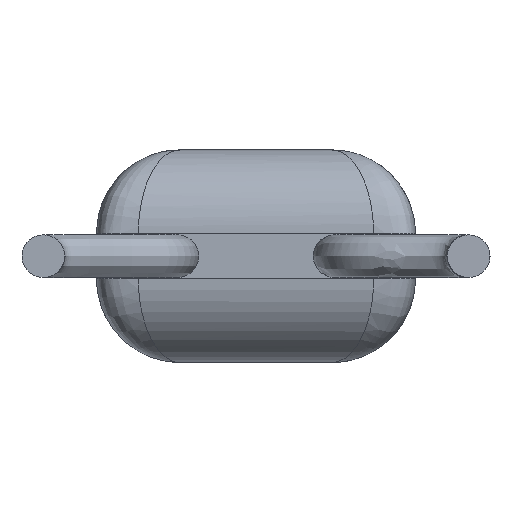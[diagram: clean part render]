
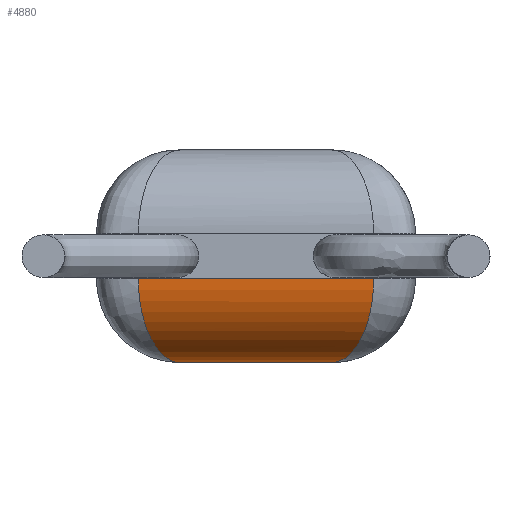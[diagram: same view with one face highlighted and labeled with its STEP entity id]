
A CAD part, front view. The second image highlights one B-rep face of the part: STEP entity #4880.
In plain terms, the highlighted cylindrical face has radius 1 mm (diameter 2 mm), a partial arc.
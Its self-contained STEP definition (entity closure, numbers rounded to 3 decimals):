
#94 = EDGE_CURVE ( 'NONE', #1690, #5794, #5788, .T. ) ;
#149 = DIRECTION ( 'NONE',  ( 1., 0., 0. ) ) ;
#254 = CARTESIAN_POINT ( 'NONE',  ( 1., 1., 0. ) ) ;
#276 = CARTESIAN_POINT ( 'NONE',  ( 0.539, 0.078, 0.613 ) ) ;
#297 = ORIENTED_EDGE ( 'NONE', *, *, #3130, .F. ) ;
#399 = FACE_OUTER_BOUND ( 'NONE', #4038, .T. ) ;
#423 = CARTESIAN_POINT ( 'NONE',  ( 3.138, 0.344, 0.245 ) ) ;
#589 = CARTESIAN_POINT ( 'NONE',  ( 2.87, 0.879, 0.007 ) ) ;
#697 = DIRECTION ( 'NONE',  ( -1., 0., 0. ) ) ;
#781 = CARTESIAN_POINT ( 'NONE',  ( 0.626, 0.253, 0.335 ) ) ;
#801 = CARTESIAN_POINT ( 'NONE',  ( 0.742, 0.483, 0.144 ) ) ;
#909 = EDGE_CURVE ( 'NONE', #5865, #1690, #5957, .T. ) ;
#923 = CARTESIAN_POINT ( 'NONE',  ( 3.31, 0., 0.941 ) ) ;
#944 = CARTESIAN_POINT ( 'NONE',  ( 3.055, 0.51, 0.128 ) ) ;
#1069 = CARTESIAN_POINT ( 'NONE',  ( 2.886, 0.848, 0.011 ) ) ;
#1350 = CARTESIAN_POINT ( 'NONE',  ( 0.778, 0.556, 0.104 ) ) ;
#1445 = CARTESIAN_POINT ( 'NONE',  ( 3.218, 0.184, 0.421 ) ) ;
#1508 = CARTESIAN_POINT ( 'NONE',  ( 3.286, 0.048, 0.691 ) ) ;
#1582 = CARTESIAN_POINT ( 'NONE',  ( 2.917, 0.786, 0.023 ) ) ;
#1602 = CARTESIAN_POINT ( 'NONE',  ( 2.825, 0.971, 0. ) ) ;
#1655 = EDGE_CURVE ( 'NONE', #5865, #4226, #3299, .T. ) ;
#1690 = VERTEX_POINT ( 'NONE', #4520 ) ;
#1763 = CARTESIAN_POINT ( 'NONE',  ( 0.5, 0., 1. ) ) ;
#1783 = CARTESIAN_POINT ( 'NONE',  ( 0.756, 0.511, 0.127 ) ) ;
#1841 = ORIENTED_EDGE ( 'NONE', *, *, #909, .F. ) ;
#1854 = CARTESIAN_POINT ( 'NONE',  ( 0.803, 0.606, 0.081 ) ) ;
#1872 = CARTESIAN_POINT ( 'NONE',  ( 0.5, 1., 0. ) ) ;
#1975 = CARTESIAN_POINT ( 'NONE',  ( 3.01, 0.6, 0.083 ) ) ;
#1978 = CARTESIAN_POINT ( 'NONE',  ( 0.5, 0., 1. ) ) ;
#2188 = LINE ( 'NONE', #1872, #4298 ) ;
#2298 = CARTESIAN_POINT ( 'NONE',  ( 0.813, 0.627, 0.072 ) ) ;
#2343 = CARTESIAN_POINT ( 'NONE',  ( 0.599, 0.199, 0.401 ) ) ;
#2507 = CARTESIAN_POINT ( 'NONE',  ( 3.307, 0.005, 0.878 ) ) ;
#2695 = CARTESIAN_POINT ( 'NONE',  ( 0., 1., 1. ) ) ;
#2807 = CARTESIAN_POINT ( 'NONE',  ( 0.635, 0.27, 0.316 ) ) ;
#2831 = CARTESIAN_POINT ( 'NONE',  ( 0.816, 0.632, 0.07 ) ) ;
#2900 = CARTESIAN_POINT ( 'NONE',  ( 0.65, 0.3, 0.285 ) ) ;
#2999 = CARTESIAN_POINT ( 'NONE',  ( 3.157, 0.305, 0.28 ) ) ;
#3035 = CARTESIAN_POINT ( 'NONE',  ( 3.295, 0.031, 0.753 ) ) ;
#3053 = CARTESIAN_POINT ( 'NONE',  ( 3.132, 0.357, 0.234 ) ) ;
#3130 = EDGE_CURVE ( 'NONE', #5794, #4226, #2188, .T. ) ;
#3299 = B_SPLINE_CURVE_WITH_KNOTS ( 'NONE', 3,
 ( #1763, #6461, #4385, #5451, #4430, #3369, #5377, #4926, #276, #6503, #6436, #2343, #5925, #781, #2807, #6415, #2900, #4882, #3888, #3317, #801, #1783, #1350, #5428, #1854, #5404, #2298, #2831, #5971, #3342, #254 ),
 .UNSPECIFIED., .F., .F.,
 ( 4, 2, 2, 2, 2, 2, 2, 1, 2, 2, 2, 2, 1, 1, 2, 2, 4 ),
 ( 0., 0.125, 0.188, 0.219, 0.25, 0.375, 0.438, 0.469, 0.484, 0.5, 0.625, 0.688, 0.719, 0.734, 0.742, 0.75, 1. ),
 .UNSPECIFIED. ) ;
#3317 = CARTESIAN_POINT ( 'NONE',  ( 0.701, 0.402, 0.196 ) ) ;
#3342 = CARTESIAN_POINT ( 'NONE',  ( 0.917, 0.834, 0. ) ) ;
#3369 = CARTESIAN_POINT ( 'NONE',  ( 0.526, 0.053, 0.679 ) ) ;
#3391 = AXIS2_PLACEMENT_3D ( 'NONE', #2695, #697, #4227 ) ;
#3498 = CARTESIAN_POINT ( 'NONE',  ( 3.151, 0.318, 0.268 ) ) ;
#3540 = CARTESIAN_POINT ( 'NONE',  ( 3.112, 0.397, 0.202 ) ) ;
#3556 = CARTESIAN_POINT ( 'NONE',  ( 1., 1., 0. ) ) ;
#3888 = CARTESIAN_POINT ( 'NONE',  ( 0.677, 0.355, 0.234 ) ) ;
#4027 = CARTESIAN_POINT ( 'NONE',  ( 3.07, 0.481, 0.145 ) ) ;
#4038 = EDGE_LOOP ( 'NONE', ( #4270, #297, #6191, #1841 ) ) ;
#4073 = CARTESIAN_POINT ( 'NONE',  ( 3.208, 0.204, 0.394 ) ) ;
#4152 = CARTESIAN_POINT ( 'NONE',  ( 2.933, 0.754, 0.03 ) ) ;
#4195 = CARTESIAN_POINT ( 'NONE',  ( 2.979, 0.662, 0.058 ) ) ;
#4226 = VERTEX_POINT ( 'NONE', #3556 ) ;
#4227 = DIRECTION ( 'NONE',  ( 0., 0., 1. ) ) ;
#4270 = ORIENTED_EDGE ( 'NONE', *, *, #1655, .T. ) ;
#4298 = VECTOR ( 'NONE', #5450, 1000. ) ;
#4385 = CARTESIAN_POINT ( 'NONE',  ( 0.504, 0.007, 0.864 ) ) ;
#4430 = CARTESIAN_POINT ( 'NONE',  ( 0.518, 0.037, 0.729 ) ) ;
#4520 = CARTESIAN_POINT ( 'NONE',  ( 3.31, 0., 1. ) ) ;
#4530 = CARTESIAN_POINT ( 'NONE',  ( 3.281, 0.059, 0.661 ) ) ;
#4545 = CARTESIAN_POINT ( 'NONE',  ( 3.025, 0.57, 0.097 ) ) ;
#4844 = CARTESIAN_POINT ( 'NONE',  ( 3.31, 0., 1. ) ) ;
#4880 = ADVANCED_FACE ( 'NONE', ( #399 ), #5400, .T. ) ;
#4882 = CARTESIAN_POINT ( 'NONE',  ( 0.654, 0.308, 0.278 ) ) ;
#4926 = CARTESIAN_POINT ( 'NONE',  ( 0.535, 0.071, 0.63 ) ) ;
#5059 = CARTESIAN_POINT ( 'NONE',  ( 2.81, 1., 0. ) ) ;
#5135 = CARTESIAN_POINT ( 'NONE',  ( 3.246, 0.128, 0.506 ) ) ;
#5194 = CARTESIAN_POINT ( 'NONE',  ( 2.84, 0.94, 0.001 ) ) ;
#5377 = CARTESIAN_POINT ( 'NONE',  ( 0.529, 0.058, 0.663 ) ) ;
#5400 = CYLINDRICAL_SURFACE ( 'NONE', #3391, 1. ) ;
#5404 = CARTESIAN_POINT ( 'NONE',  ( 0.809, 0.618, 0.076 ) ) ;
#5428 = CARTESIAN_POINT ( 'NONE',  ( 0.789, 0.579, 0.093 ) ) ;
#5450 = DIRECTION ( 'NONE',  ( -1., 0., 0. ) ) ;
#5451 = CARTESIAN_POINT ( 'NONE',  ( 0.514, 0.028, 0.763 ) ) ;
#5585 = CARTESIAN_POINT ( 'NONE',  ( 3.098, 0.424, 0.182 ) ) ;
#5628 = CARTESIAN_POINT ( 'NONE',  ( 3.262, 0.096, 0.567 ) ) ;
#5692 = CARTESIAN_POINT ( 'NONE',  ( 2.964, 0.693, 0.048 ) ) ;
#5788 = B_SPLINE_CURVE_WITH_KNOTS ( 'NONE', 3,
 ( #6663, #923, #2507, #6140, #3035, #1508, #4530, #5628, #5135, #1445, #4073, #6098, #6158, #2999, #3498, #423, #3053, #3540, #5585, #4027, #944, #4545, #1975, #4195, #5692, #4152, #1582, #1069, #589, #5194, #1602, #6256 ),
 .UNSPECIFIED., .F., .F.,
 ( 4, 2, 2, 2, 2, 2, 2, 2, 2, 2, 2, 2, 2, 2, 2, 4 ),
 ( 0., 0.114, 0.171, 0.228, 0.355, 0.419, 0.482, 0.516, 0.549, 0.615, 0.682, 0.748, 0.811, 0.874, 0.937, 1. ),
 .UNSPECIFIED. ) ;
#5794 = VERTEX_POINT ( 'NONE', #5059 ) ;
#5865 = VERTEX_POINT ( 'NONE', #1978 ) ;
#5925 = CARTESIAN_POINT ( 'NONE',  ( 0.61, 0.219, 0.374 ) ) ;
#5957 = LINE ( 'NONE', #4844, #6669 ) ;
#5971 = CARTESIAN_POINT ( 'NONE',  ( 0.856, 0.713, 0.039 ) ) ;
#6098 = CARTESIAN_POINT ( 'NONE',  ( 3.187, 0.246, 0.342 ) ) ;
#6140 = CARTESIAN_POINT ( 'NONE',  ( 3.298, 0.023, 0.784 ) ) ;
#6158 = CARTESIAN_POINT ( 'NONE',  ( 3.175, 0.269, 0.317 ) ) ;
#6191 = ORIENTED_EDGE ( 'NONE', *, *, #94, .F. ) ;
#6256 = CARTESIAN_POINT ( 'NONE',  ( 2.81, 1., 0. ) ) ;
#6415 = CARTESIAN_POINT ( 'NONE',  ( 0.644, 0.288, 0.298 ) ) ;
#6436 = CARTESIAN_POINT ( 'NONE',  ( 0.571, 0.141, 0.483 ) ) ;
#6461 = CARTESIAN_POINT ( 'NONE',  ( 0.5, 0., 0.932 ) ) ;
#6503 = CARTESIAN_POINT ( 'NONE',  ( 0.555, 0.11, 0.54 ) ) ;
#6663 = CARTESIAN_POINT ( 'NONE',  ( 3.31, 0., 1. ) ) ;
#6669 = VECTOR ( 'NONE', #149, 1000. ) ;
